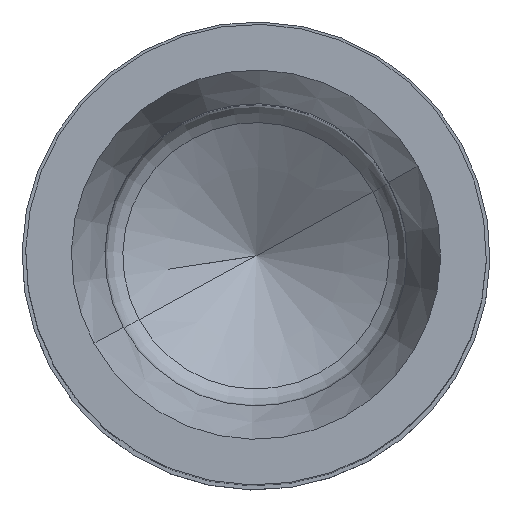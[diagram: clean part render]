
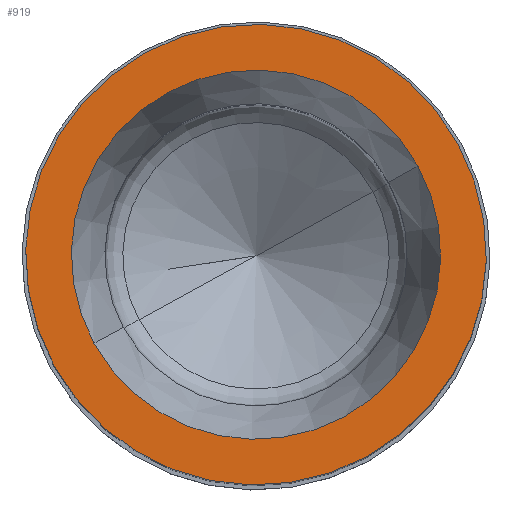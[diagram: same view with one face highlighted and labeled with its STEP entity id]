
A CAD part, top view. The second image highlights one B-rep face of the part: STEP entity #919.
In plain terms, the highlighted planar face has unit normal (0, 0, 1).
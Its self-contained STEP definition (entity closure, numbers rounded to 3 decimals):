
#606=AXIS2_PLACEMENT_3D('Circle Axis2P3D',#604,#605,$) ;
#625=AXIS2_PLACEMENT_3D('Circle Axis2P3D',#623,#624,$) ;
#642=AXIS2_PLACEMENT_3D('Circle Axis2P3D',#640,#641,$) ;
#677=AXIS2_PLACEMENT_3D('Circle Axis2P3D',#675,#676,$) ;
#909=AXIS2_PLACEMENT_3D('Plane Axis2P3D',#906,#907,#908) ;
#601=CARTESIAN_POINT('Vertex',(1.953,3.948,37.5)) ;
#604=CARTESIAN_POINT('Axis2P3D Location',(6.35,6.35,37.5)) ;
#608=CARTESIAN_POINT('Vertex',(10.747,8.752,37.5)) ;
#623=CARTESIAN_POINT('Axis2P3D Location',(6.35,6.35,37.5)) ;
#640=CARTESIAN_POINT('Axis2P3D Location',(6.35,6.35,37.5)) ;
#644=CARTESIAN_POINT('Vertex',(0.865,3.354,37.5)) ;
#646=CARTESIAN_POINT('Vertex',(11.835,9.346,37.5)) ;
#675=CARTESIAN_POINT('Axis2P3D Location',(6.35,6.35,37.5)) ;
#906=CARTESIAN_POINT('Axis2P3D Location',(1.34,6.35,37.5)) ;
#605=DIRECTION('Axis2P3D Direction',(0.,0.,1.)) ;
#624=DIRECTION('Axis2P3D Direction',(0.,0.,1.)) ;
#641=DIRECTION('Axis2P3D Direction',(0.,0.,1.)) ;
#676=DIRECTION('Axis2P3D Direction',(0.,0.,1.)) ;
#907=DIRECTION('Axis2P3D Direction',(0.,0.,1.)) ;
#908=DIRECTION('Axis2P3D XDirection',(1.,0.,0.)) ;
#912=ORIENTED_EDGE('',*,*,#679,.T.) ;
#913=ORIENTED_EDGE('',*,*,#648,.T.) ;
#916=ORIENTED_EDGE('',*,*,#610,.F.) ;
#917=ORIENTED_EDGE('',*,*,#627,.F.) ;
#918=FACE_BOUND('',#915,.T.) ;
#919=ADVANCED_FACE('SKMU_M5_A2_ISO10511_815653.1\\KOBU_35MM_100A',(#914,#918),#910,.T.) ;
#607=CIRCLE('generated circle',#606,5.01) ;
#626=CIRCLE('generated circle',#625,5.01) ;
#643=CIRCLE('generated circle',#642,6.25) ;
#678=CIRCLE('generated circle',#677,6.25) ;
#610=EDGE_CURVE('',#602,#609,#607,.T.) ;
#627=EDGE_CURVE('',#609,#602,#626,.T.) ;
#648=EDGE_CURVE('',#645,#647,#643,.T.) ;
#679=EDGE_CURVE('',#647,#645,#678,.T.) ;
#911=EDGE_LOOP('',(#912,#913)) ;
#915=EDGE_LOOP('',(#916,#917)) ;
#914=FACE_OUTER_BOUND('',#911,.T.) ;
#910=PLANE('',#909) ;
#602=VERTEX_POINT('',#601) ;
#609=VERTEX_POINT('',#608) ;
#645=VERTEX_POINT('',#644) ;
#647=VERTEX_POINT('',#646) ;
